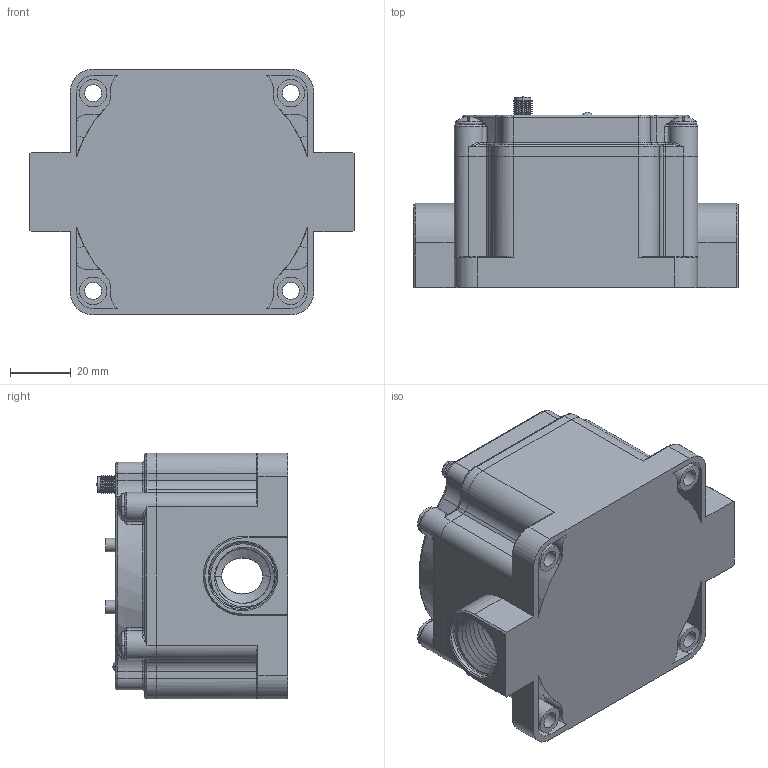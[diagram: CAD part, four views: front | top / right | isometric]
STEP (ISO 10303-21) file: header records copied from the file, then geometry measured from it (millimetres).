
FILE_DESCRIPTION((''),'2;1');
FILE_NAME('195025_ASM','2018-02-21T',('pdmadmin'),('BANNER ENGINEERING'),'CREO PARAMETRIC BY PTC INC, 2016260','CREO PARAMETRIC BY PTC INC, 2016260','');
FILE_SCHEMA(('CONFIG_CONTROL_DESIGN'));
Products named in the file (11): 129894; 120895; 121056; 121057; 120895_ASM; 161499; 122646_ASM; 120801; SMACON_1; 131071; 195025_ASM
Assembly tree (15 placements, depth 4):
  195025_ASM
    129894
    122646_ASM
      120895_ASM
        120895
        121056  x2
        121057
      161499  x2
    120801
    SMACON_1
    131071  x4
Bounding box: 106.66 x 62.84 x 80.85 mm (x, y, z)
Volume: 95262 mm3; surface area: 82218.3 mm2
Topology: 13 solids, 17 shells, 1108 faces, 2669 edges, 1641 vertices
Faces by surface type: cylinder 380, plane 310, torus 174, cone 117, bspline 89, sphere 34, revolution 4
Entity records: 42116 total; most frequent: CARTESIAN_POINT 18031, DIRECTION 5241, ORIENTED_EDGE 4882, EDGE_CURVE 2449, AXIS2_PLACEMENT_3D 2132, VERTEX_POINT 1509, CIRCLE 1172, EDGE_LOOP 1110
